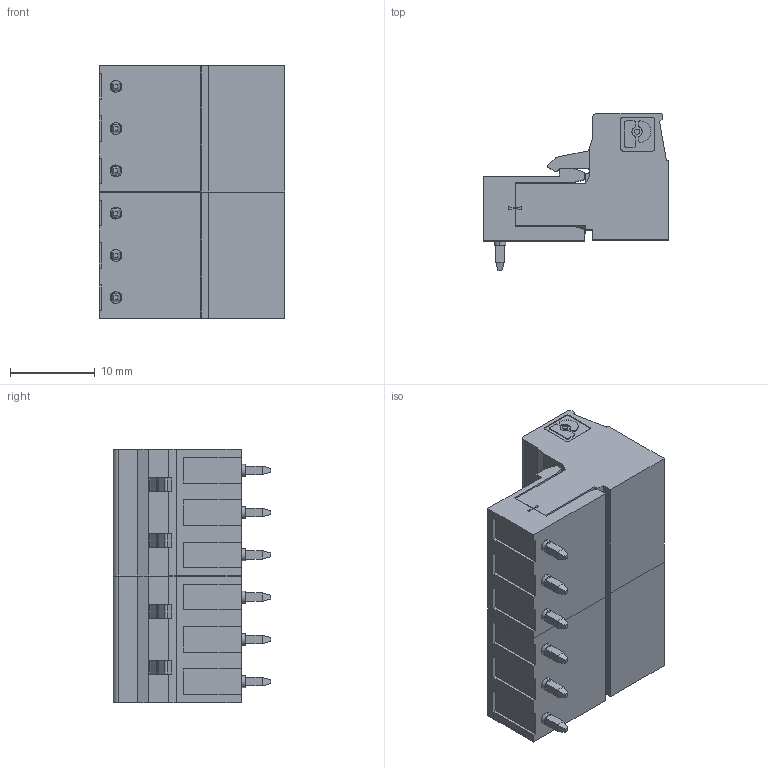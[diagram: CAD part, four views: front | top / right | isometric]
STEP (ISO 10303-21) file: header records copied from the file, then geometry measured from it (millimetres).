
FILE_DESCRIPTION (( 'STEP AP214' ), '1' );
FILE_NAME ('Ensamblaje6.STEP', '2019-04-16T20:59:10', ( '' ), ( '' ), 'SwSTEP 2.0', 'SolidWorks 2018', '' );
FILE_SCHEMA (( 'AUTOMOTIVE_DESIGN' ));
Length unit declared in the file: millimetre
Products named in the file (2): MSTB 2,5_3_ST_1754465 + MSTB 2,5_ 3_G_1754452 (Phoenix Contact).step; Ensamblaje6
Assembly tree (2 placements, depth 2):
  Ensamblaje6
    MSTB 2,5_3_ST_1754465 + MSTB 2,5_ 3_G_1754452 (Phoenix Contact).step  x2
Bounding box: 22 x 18.64 x 30 mm (x, y, z)
Volume: 6504.8 mm3; surface area: 5717.5 mm2
Topology: 4 solids, 4 shells, 844 faces, 2076 edges, 1320 vertices
Faces by surface type: plane 638, cylinder 200, cone 6
Entity records: 12366 total; most frequent: CARTESIAN_POINT 2141, DIRECTION 2117, ORIENTED_EDGE 2072, EDGE_CURVE 1036, LINE 797, VECTOR 797, VERTEX_POINT 660, AXIS2_PLACEMENT_3D 660
